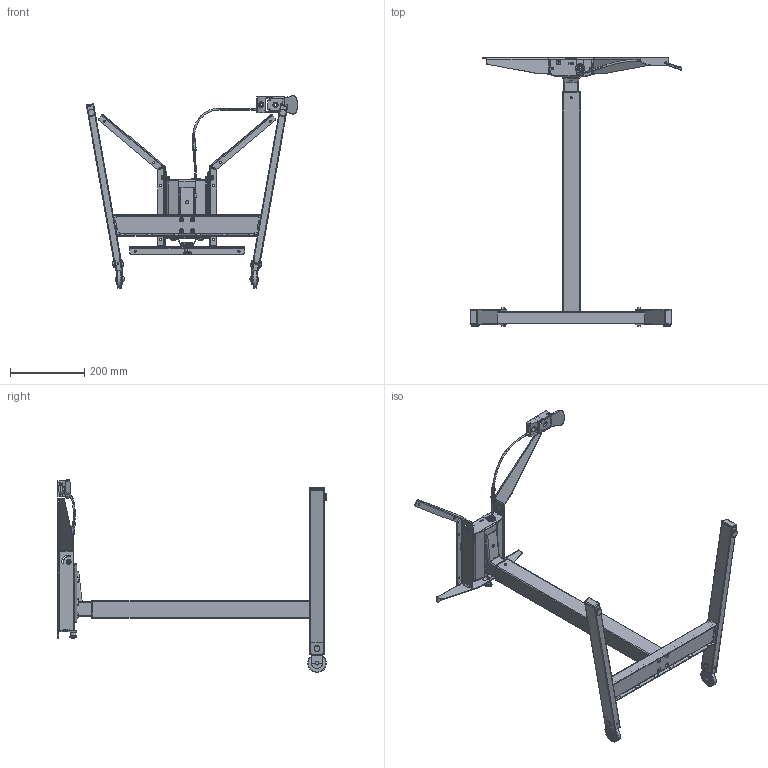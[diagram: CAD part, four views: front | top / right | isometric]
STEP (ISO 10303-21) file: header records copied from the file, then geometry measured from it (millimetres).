
FILE_DESCRIPTION (( 'STEP AP203' ), '1' );
FILE_NAME ('Revolution One G, dummy_00_5196xx.STEP', '2023-08-23T09:23:42', ( '' ), ( '' ), 'SwSTEP 2.0', 'SolidWorks 2021', '' );
FILE_SCHEMA (( 'CONFIG_CONTROL_DESIGN' ));
Length unit declared in the file: millimetre
Products named in the file (1): Revolution One G, dummy_00_5196xx
Bounding box: 570.2 x 725 x 520.54 mm (x, y, z)
Surface area: 822570.1 mm2 (no closed solid volume)
Topology: 0 solids, 449 shells, 1331 faces, 5446 edges, 4393 vertices
Faces by surface type: plane 574, cylinder 368, torus 152, bspline 132, cone 78, sphere 27
Entity records: 68896 total; most frequent: CARTESIAN_POINT 25582, DIRECTION 9205, ORIENTED_EDGE 7027, EDGE_CURVE 5421, VERTEX_POINT 4391, AXIS2_PLACEMENT_3D 3301, LINE 2603, VECTOR 2603
